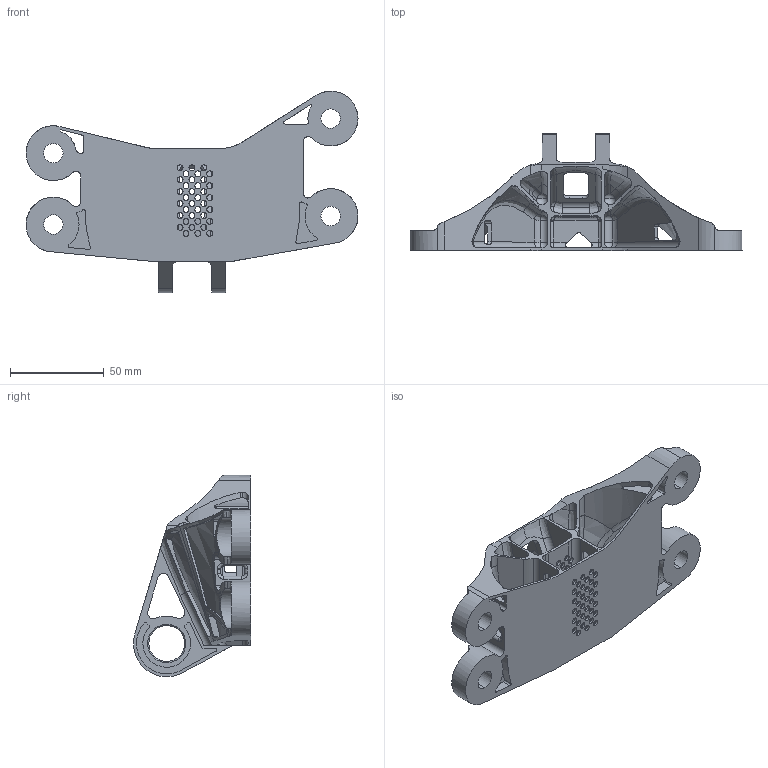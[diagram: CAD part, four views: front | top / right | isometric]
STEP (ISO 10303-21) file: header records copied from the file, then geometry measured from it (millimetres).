
FILE_DESCRIPTION (( 'STEP AP203' ), '1' );
FILE_NAME ('GE JET BRACKET V_3.0.STEP', '2013-08-07T12:47:58', ( 'ARFIAN99' ), ( '' ), 'SwSTEP 2.0', 'SolidWorks 2012', '' );
FILE_SCHEMA (( 'CONFIG_CONTROL_DESIGN' ));
Length unit declared in the file: inch
Products named in the file (1): GE JET BRACKET V_3.0
Bounding box: 177.27 x 62.48 x 107.64 mm (x, y, z)
Volume: 103789.8 mm3; surface area: 70863.9 mm2
Topology: 1 solids, 1 shells, 726 faces, 2107 edges, 1349 vertices
Faces by surface type: cylinder 423, plane 159, bspline 92, torus 23, sphere 21, cone 8
Entity records: 29089 total; most frequent: CARTESIAN_POINT 10467, ORIENTED_EDGE 4190, DIRECTION 3591, EDGE_CURVE 2095, AXIS2_PLACEMENT_3D 1379, VERTEX_POINT 1347, EDGE_LOOP 868, LINE 833
